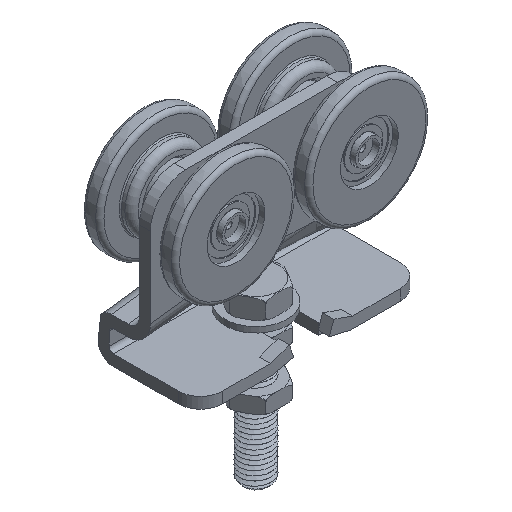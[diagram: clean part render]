
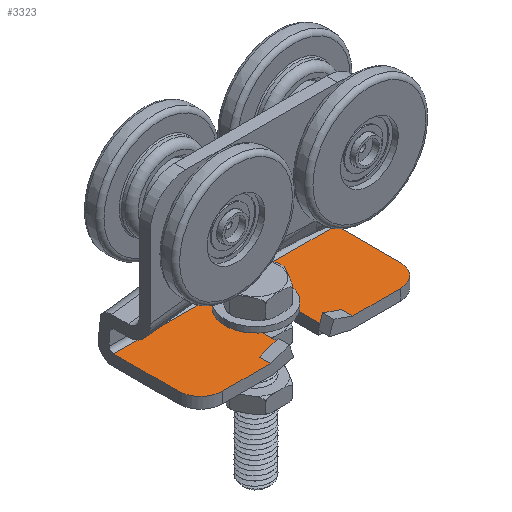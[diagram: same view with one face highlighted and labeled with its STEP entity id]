
A CAD part, isometric view. The second image highlights one B-rep face of the part: STEP entity #3323.
In plain terms, the highlighted face is planar.
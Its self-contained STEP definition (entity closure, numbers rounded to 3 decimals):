
#264=LINE('',#10512,#490);
#290=LINE('',#10605,#516);
#302=LINE('',#10635,#528);
#307=LINE('',#10648,#533);
#312=LINE('',#10659,#538);
#313=LINE('',#10661,#539);
#314=LINE('',#10663,#540);
#315=LINE('',#10665,#541);
#316=LINE('',#10667,#542);
#317=LINE('',#10671,#543);
#318=LINE('',#10673,#544);
#319=LINE('',#10675,#545);
#320=LINE('',#10676,#546);
#490=VECTOR('',#4185,10.);
#516=VECTOR('',#4247,10.);
#528=VECTOR('',#4271,10.);
#533=VECTOR('',#4282,10.);
#538=VECTOR('',#4293,10.);
#539=VECTOR('',#4294,10.);
#540=VECTOR('',#4295,10.);
#541=VECTOR('',#4296,10.);
#542=VECTOR('',#4299,10.);
#543=VECTOR('',#4302,10.);
#544=VECTOR('',#4303,10.);
#545=VECTOR('',#4304,10.);
#546=VECTOR('',#4305,10.);
#714=PLANE('',#3698);
#981=FACE_OUTER_BOUND('',#1214,.T.);
#1214=EDGE_LOOP('',(#2584,#2585,#2586,#2587,#2588,#2589,#2590,#2591,#2592,
#2593,#2594,#2595,#2596,#2597,#2598,#2599));
#1462=CIRCLE('',#3697,8.25);
#1463=CIRCLE('',#3699,10.);
#1464=CIRCLE('',#3700,10.);
#1653=VERTEX_POINT('',#10509);
#1654=VERTEX_POINT('',#10511);
#1684=VERTEX_POINT('',#10602);
#1685=VERTEX_POINT('',#10604);
#1696=VERTEX_POINT('',#10632);
#1697=VERTEX_POINT('',#10634);
#1701=VERTEX_POINT('',#10646);
#1702=VERTEX_POINT('',#10647);
#1705=VERTEX_POINT('',#10658);
#1706=VERTEX_POINT('',#10660);
#1707=VERTEX_POINT('',#10662);
#1708=VERTEX_POINT('',#10664);
#1709=VERTEX_POINT('',#10668);
#1710=VERTEX_POINT('',#10670);
#1711=VERTEX_POINT('',#10672);
#1712=VERTEX_POINT('',#10674);
#1978=EDGE_CURVE('',#1654,#1653,#264,.T.);
#2016=EDGE_CURVE('',#1685,#1684,#290,.T.);
#2032=EDGE_CURVE('',#1697,#1696,#302,.T.);
#2039=EDGE_CURVE('',#1701,#1702,#307,.T.);
#2044=EDGE_CURVE('',#1702,#1685,#1462,.T.);
#2045=EDGE_CURVE('',#1684,#1705,#312,.T.);
#2046=EDGE_CURVE('',#1705,#1706,#313,.T.);
#2047=EDGE_CURVE('',#1706,#1707,#314,.T.);
#2048=EDGE_CURVE('',#1708,#1707,#315,.T.);
#2049=EDGE_CURVE('',#1654,#1708,#1463,.T.);
#2050=EDGE_CURVE('',#1653,#1697,#316,.T.);
#2051=EDGE_CURVE('',#1709,#1696,#1464,.T.);
#2052=EDGE_CURVE('',#1710,#1709,#317,.T.);
#2053=EDGE_CURVE('',#1710,#1711,#318,.T.);
#2054=EDGE_CURVE('',#1711,#1712,#319,.T.);
#2055=EDGE_CURVE('',#1712,#1701,#320,.T.);
#2584=ORIENTED_EDGE('',*,*,#2016,.T.);
#2585=ORIENTED_EDGE('',*,*,#2045,.T.);
#2586=ORIENTED_EDGE('',*,*,#2046,.T.);
#2587=ORIENTED_EDGE('',*,*,#2047,.T.);
#2588=ORIENTED_EDGE('',*,*,#2048,.F.);
#2589=ORIENTED_EDGE('',*,*,#2049,.F.);
#2590=ORIENTED_EDGE('',*,*,#1978,.T.);
#2591=ORIENTED_EDGE('',*,*,#2050,.T.);
#2592=ORIENTED_EDGE('',*,*,#2032,.T.);
#2593=ORIENTED_EDGE('',*,*,#2051,.F.);
#2594=ORIENTED_EDGE('',*,*,#2052,.F.);
#2595=ORIENTED_EDGE('',*,*,#2053,.T.);
#2596=ORIENTED_EDGE('',*,*,#2054,.T.);
#2597=ORIENTED_EDGE('',*,*,#2055,.T.);
#2598=ORIENTED_EDGE('',*,*,#2039,.T.);
#2599=ORIENTED_EDGE('',*,*,#2044,.T.);
#3323=ADVANCED_FACE('',(#981),#714,.T.);
#3697=AXIS2_PLACEMENT_3D('',#10656,#4289,#4290);
#3698=AXIS2_PLACEMENT_3D('',#10657,#4291,#4292);
#3699=AXIS2_PLACEMENT_3D('',#10666,#4297,#4298);
#3700=AXIS2_PLACEMENT_3D('',#10669,#4300,#4301);
#4185=DIRECTION('',(-1.,0.,0.));
#4247=DIRECTION('',(1.,0.,0.));
#4271=DIRECTION('',(1.,0.,0.));
#4282=DIRECTION('',(-1.,0.,0.));
#4289=DIRECTION('center_axis',(0.,-1.,0.));
#4290=DIRECTION('ref_axis',(0.,0.,1.));
#4291=DIRECTION('center_axis',(0.,1.,0.));
#4292=DIRECTION('ref_axis',(0.,0.,1.));
#4293=DIRECTION('',(0.,0.,-1.));
#4294=DIRECTION('',(0.,0.,-1.));
#4295=DIRECTION('',(1.,0.,0.));
#4296=DIRECTION('',(0.,0.,1.));
#4297=DIRECTION('center_axis',(0.,-1.,0.));
#4298=DIRECTION('ref_axis',(0.707,0.,-0.707));
#4299=DIRECTION('',(0.,0.,1.));
#4300=DIRECTION('center_axis',(0.,-1.,0.));
#4301=DIRECTION('ref_axis',(0.707,0.,0.707));
#4302=DIRECTION('',(0.,0.,1.));
#4303=DIRECTION('',(-1.,0.,0.));
#4304=DIRECTION('',(0.,0.,-1.));
#4305=DIRECTION('',(0.,0.,-1.));
#10509=CARTESIAN_POINT('',(-39.,5.,0.));
#10511=CARTESIAN_POINT('',(-10.,5.,0.));
#10512=CARTESIAN_POINT('',(0.,5.,0.));
#10602=CARTESIAN_POINT('',(-5.,5.,41.75));
#10604=CARTESIAN_POINT('',(-26.5,5.,41.75));
#10605=CARTESIAN_POINT('',(-32.75,5.,41.75));
#10632=CARTESIAN_POINT('',(-10.,5.,100.));
#10634=CARTESIAN_POINT('',(-39.,5.,100.));
#10635=CARTESIAN_POINT('',(0.,5.,100.));
#10646=CARTESIAN_POINT('',(-5.,5.,58.25));
#10647=CARTESIAN_POINT('',(-26.5,5.,58.25));
#10648=CARTESIAN_POINT('',(-22.,5.,58.25));
#10656=CARTESIAN_POINT('Origin',(-26.5,5.,50.));
#10657=CARTESIAN_POINT('Origin',(-39.,5.,0.));
#10658=CARTESIAN_POINT('',(-5.,5.,41.034));
#10659=CARTESIAN_POINT('',(-5.,5.,12.672));
#10660=CARTESIAN_POINT('',(-5.,5.,31.5));
#10661=CARTESIAN_POINT('',(-5.,5.,10.443));
#10662=CARTESIAN_POINT('',(0.,5.,31.5));
#10663=CARTESIAN_POINT('',(-19.5,5.,31.5));
#10664=CARTESIAN_POINT('',(0.,5.,10.));
#10665=CARTESIAN_POINT('',(0.,5.,0.));
#10666=CARTESIAN_POINT('Origin',(-10.,5.,10.));
#10667=CARTESIAN_POINT('',(-39.,5.,0.));
#10668=CARTESIAN_POINT('',(0.,5.,90.));
#10669=CARTESIAN_POINT('Origin',(-10.,5.,90.));
#10670=CARTESIAN_POINT('',(0.,5.,68.5));
#10671=CARTESIAN_POINT('',(0.,5.,0.));
#10672=CARTESIAN_POINT('',(-5.,5.,68.5));
#10673=CARTESIAN_POINT('',(-19.5,5.,68.5));
#10674=CARTESIAN_POINT('',(-5.,5.,58.966));
#10675=CARTESIAN_POINT('',(-5.,5.,39.557));
#10676=CARTESIAN_POINT('',(-5.,5.,12.672));
